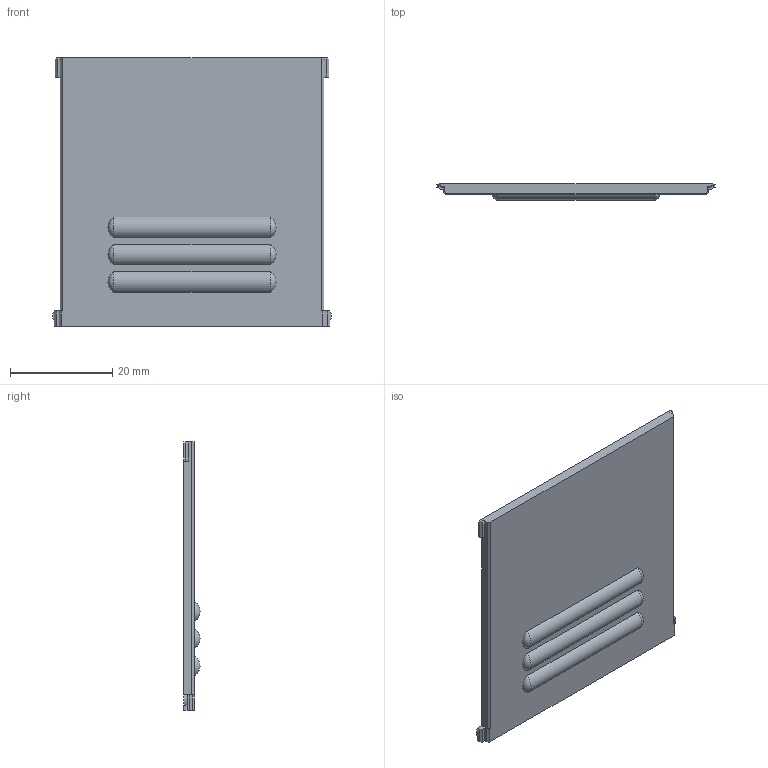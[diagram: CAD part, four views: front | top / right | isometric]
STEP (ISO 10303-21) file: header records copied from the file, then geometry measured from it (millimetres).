
FILE_DESCRIPTION(/* description */ ('STEP AP242','CAx-IF Rec.Pracs.---Representation and Presentation of Product Manufacturing Information (PMI)---4.0---2014-10-13','CAx-IF Rec.Pracs.---3D Tessellated Geometry---0.4---2014-09-14','2;1'),/* implementation_level */ '2;1');
FILE_NAME(/* name */ '63567d422444a36fd52babe8',/* time_stamp */ '2022-10-24T11:55:47+00:00',/* author */ (''),/* organization */ (''),/* preprocessor_version */ 'ST-DEVELOPER v18.102',/* originating_system */ ' ',/* authorisation */ ' ');
FILE_SCHEMA (('AP242_MANAGED_MODEL_BASED_3D_ENGINEERING_MIM_LF { 1 0 10303 442 1 1 4 }'));
Length unit declared in the file: metre
Products named in the file (1): BatteryCover
Bounding box: 54.59 x 3.15 x 52.6 mm (x, y, z)
Volume: 5743.9 mm3; surface area: 5940.9 mm2
Topology: 1 solids, 1 shells, 45 faces, 128 edges, 76 vertices
Faces by surface type: plane 34, torus 6, cylinder 5
Entity records: 1376 total; most frequent: CARTESIAN_POINT 238, ORIENTED_EDGE 232, DIRECTION 224, EDGE_CURVE 116, LINE 100, VECTOR 100, VERTEX_POINT 76, AXIS2_PLACEMENT_3D 62
